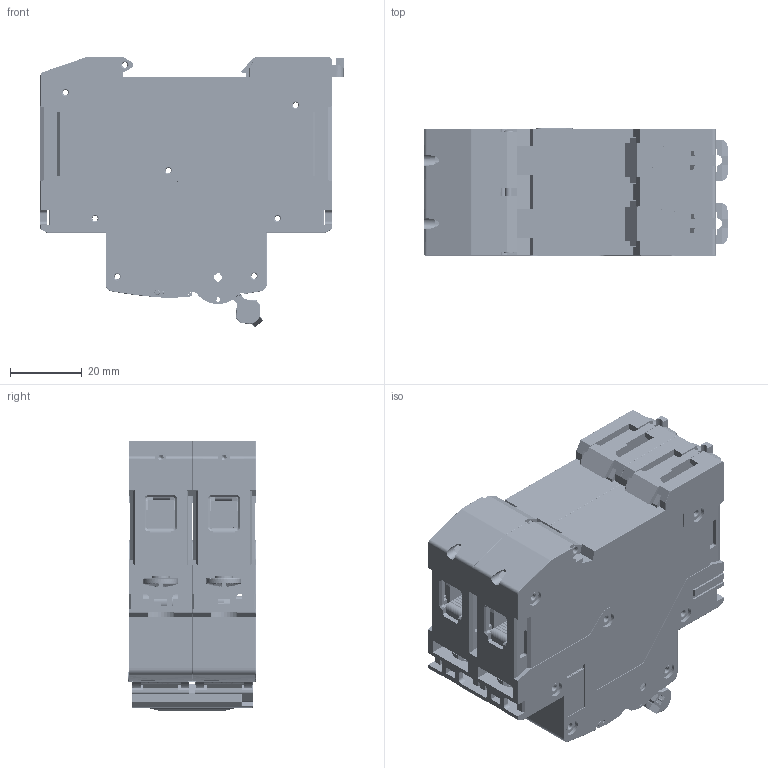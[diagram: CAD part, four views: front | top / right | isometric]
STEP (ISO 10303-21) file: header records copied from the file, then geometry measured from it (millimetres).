
FILE_DESCRIPTION(/* description */ (''),/* implementation_level */ '2;1');
FILE_NAME(/* name */ '173823004.stp',/* time_stamp */ '2023-07-19T11:09:58+08:00',/* author */ (''),/* organization */ (''),/* preprocessor_version */ 'ST-DEVELOPER v14',/* originating_system */ 'SIEMENS PLM Software NX 8.0',/* authorisation */ '');
FILE_SCHEMA (('CONFIG_CONTROL_DESIGN'));
Products named in the file (56): PRT0012; ASM0004_ASM; ASM0005_ASM; ASM0006_ASM; PRT0058; 1707052039_4_ASM; 1707052038_4_ASM; ASM0017_ASM; ASM0008_ASM; ASM0009_ASM; PRT0041; ASM0010_ASM; PRT0053; 1726132024_4_ASM; ASM0014_ASM; PRT0002; PRT0003; PRT0004; PRT0005; PRT0008; PRT0009; PRT0025; PRT0026; PRT0046; PRT0047; PRT0048; ASM0011_ASM; PRT0051; TMB-DLZ1-2_4; 1726021002_4; T0715001_4; 1729150042_4; ASM0018_ASM; PRT0065; PRT0066; PRT0067; PRT0068; PRT0069; PRT0070; 1711212001_2 ...
Assembly tree (63 placements, depth 6):
  1738261002_asm_stp
    T1425_AF15_4
    PRT0024
    1738261002_ASM_1_ASM
      1707213021_AF0_2
      T1425_AF15_4
      T1425_AF14_4
      AZJ-DLL1-1_AF1_4  x2
      PRT0071  x2
      1711212001_2
      ASM0012_ASM
        PRT0070
        PRT0069
        PRT0068
        PRT0067
        PRT0066
        PRT0065
        ASM0018_ASM
        ASM0015_ASM
          ASM0016_ASM
            ASM0017_ASM
            1707052038_4_ASM
            1707052039_4_ASM
            T0715001_4
            1726021002_4
            PRT0058
        1729150042_4
        ASM0013_ASM
          ASM0014_ASM
          1726132024_4_ASM
          PRT0053
        T0715001_4
        1726021002_4
        TMB-DLZ1-2_4
        PRT0051
      ASM0001_ASM
        ASM0011_ASM
        PRT0048
        PRT0047
        PRT0046
        ASM0007_ASM
          ASM0010_ASM
          PRT0041
          ASM0009_ASM
          ASM0008_ASM
        PRT0026
        PRT0025
        PRT0024
        ASM0002_ASM
          ASM0003_ASM
            ASM0006_ASM
            ASM0005_ASM
            ASM0004_ASM
            PRT0012
            PRT0009
            PRT0008
        PRT0009
        PRT0008
        PRT0005
        PRT0004
Bounding box: 84.75 x 35.6 x 75.58 mm (x, y, z)
Volume: 65188.9 mm3; surface area: 100050.4 mm2
Topology: 41 solids, 41 shells, 8603 faces, 24363 edges, 15978 vertices
Faces by surface type: plane 5770, cylinder 2108, torus 338, cone 167, bspline 149, sphere 69, extrusion 2
Entity records: 278402 total; most frequent: CARTESIAN_POINT 57621, ORIENTED_EDGE 46066, DIRECTION 43799, EDGE_CURVE 23033, VECTOR 16267, LINE 16265, VERTEX_POINT 15190, AXIS2_PLACEMENT_3D 13766
